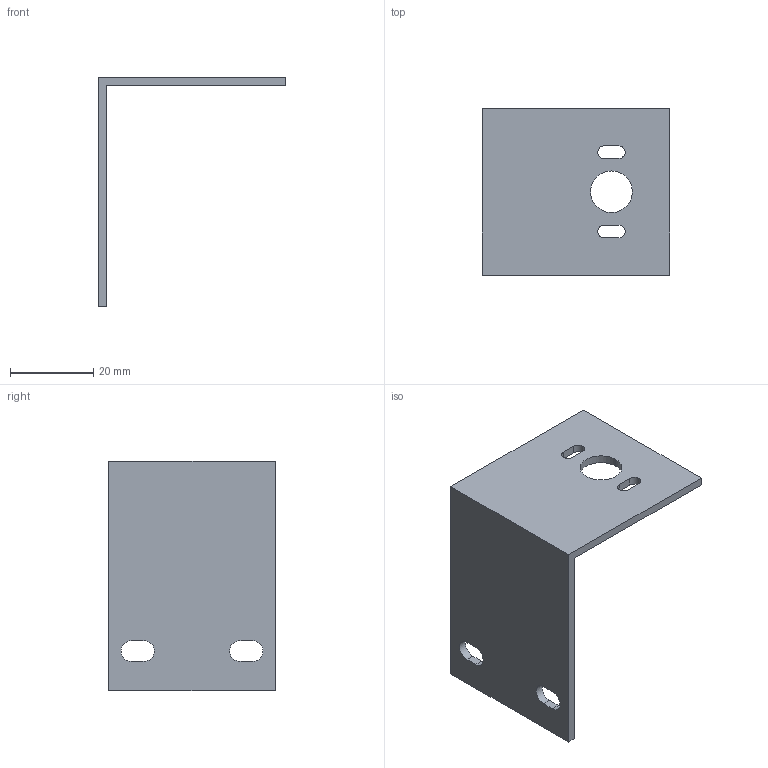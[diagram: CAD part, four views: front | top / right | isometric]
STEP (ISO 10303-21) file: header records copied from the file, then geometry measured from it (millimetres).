
FILE_DESCRIPTION (( 'STEP AP203' ), '1' );
FILE_NAME ('support_codeur - Copie.STEP', '2019-03-11T15:38:14', ( '' ), ( '' ), 'SwSTEP 2.0', 'SolidWorks 2018', '' );
FILE_SCHEMA (( 'CONFIG_CONTROL_DESIGN' ));
Length unit declared in the file: millimetre
Products named in the file (1): support_codeur - Copie
Bounding box: 45 x 40 x 55 mm (x, y, z)
Volume: 7472.9 mm3; surface area: 8241.1 mm2
Topology: 1 solids, 1 shells, 28 faces, 78 edges, 52 vertices
Faces by surface type: plane 16, cylinder 12
Entity records: 1003 total; most frequent: DIRECTION 160, CARTESIAN_POINT 159, ORIENTED_EDGE 156, EDGE_CURVE 78, VECTOR 54, LINE 54, AXIS2_PLACEMENT_3D 53, VERTEX_POINT 52
